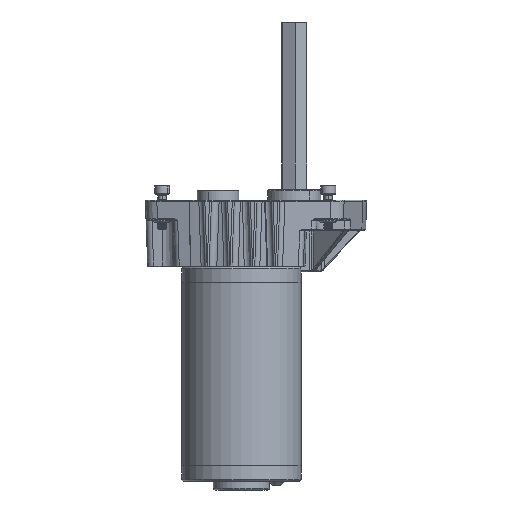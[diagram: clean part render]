
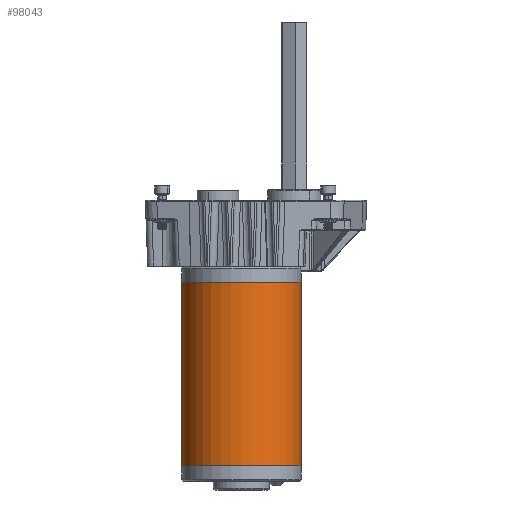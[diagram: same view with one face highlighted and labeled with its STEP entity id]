
A CAD part, left-side view. The second image highlights one B-rep face of the part: STEP entity #98043.
In plain terms, the highlighted cylindrical face has radius 32.004 mm (diameter 64.008 mm), a partial arc.
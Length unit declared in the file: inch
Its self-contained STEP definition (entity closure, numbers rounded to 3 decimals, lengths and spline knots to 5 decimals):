
#3436 = DIRECTION ( 'NONE',  ( 0., 0., -1. ) ) ;
#3464 = AXIS2_PLACEMENT_3D ( 'NONE', #86857, #18816, #72480 ) ;
#4257 = DIRECTION ( 'NONE',  ( -1., 0., 0. ) ) ;
#5170 = EDGE_CURVE ( 'NONE', #40084, #79980, #87045, .T. ) ;
#5440 = ORIENTED_EDGE ( 'NONE', *, *, #72090, .T. ) ;
#9676 = EDGE_CURVE ( 'NONE', #54475, #79980, #87361, .T. ) ;
#17815 = CARTESIAN_POINT ( 'NONE',  ( 1.4, 4.303, -3.438 ) ) ;
#18816 = DIRECTION ( 'NONE',  ( 0., 0., -1. ) ) ;
#24184 = FACE_OUTER_BOUND ( 'NONE', #96149, .T. ) ;
#25331 = CARTESIAN_POINT ( 'NONE',  ( 0.14, 4.303, 0.426 ) ) ;
#27339 = CIRCLE ( 'NONE', #3464, 1.26 ) ;
#31896 = VERTEX_POINT ( 'NONE', #33017 ) ;
#33017 = CARTESIAN_POINT ( 'NONE',  ( 2.66, 4.303, 0.426 ) ) ;
#36923 = VECTOR ( 'NONE', #75708, 39.37008 ) ;
#38412 = CARTESIAN_POINT ( 'NONE',  ( 2.66, 4.303, -3.438 ) ) ;
#40084 = VERTEX_POINT ( 'NONE', #38412 ) ;
#40201 = DIRECTION ( 'NONE',  ( 0., 0., -1. ) ) ;
#47391 = AXIS2_PLACEMENT_3D ( 'NONE', #17815, #40201, #55588 ) ;
#48115 = VECTOR ( 'NONE', #3436, 39.37008 ) ;
#54475 = VERTEX_POINT ( 'NONE', #92303 ) ;
#55588 = DIRECTION ( 'NONE',  ( -1., 0., 0. ) ) ;
#63939 = CARTESIAN_POINT ( 'NONE',  ( 1.4, 4.303, 0.426 ) ) ;
#72090 = EDGE_CURVE ( 'NONE', #31896, #54475, #27339, .T. ) ;
#72480 = DIRECTION ( 'NONE',  ( -1., 0., 0. ) ) ;
#73053 = EDGE_CURVE ( 'NONE', #31896, #40084, #76186, .T. ) ;
#75708 = DIRECTION ( 'NONE',  ( 0., 0., -1. ) ) ;
#76186 = LINE ( 'NONE', #90084, #36923 ) ;
#76216 = AXIS2_PLACEMENT_3D ( 'NONE', #63939, #94150, #4257 ) ;
#79980 = VERTEX_POINT ( 'NONE', #88221 ) ;
#81830 = ORIENTED_EDGE ( 'NONE', *, *, #5170, .F. ) ;
#85732 = CYLINDRICAL_SURFACE ( 'NONE', #76216, 1.26 ) ;
#86857 = CARTESIAN_POINT ( 'NONE',  ( 1.4, 4.303, 0.426 ) ) ;
#87045 = CIRCLE ( 'NONE', #47391, 1.26 ) ;
#87361 = LINE ( 'NONE', #25331, #48115 ) ;
#88221 = CARTESIAN_POINT ( 'NONE',  ( 0.14, 4.303, -3.438 ) ) ;
#89536 = ORIENTED_EDGE ( 'NONE', *, *, #73053, .F. ) ;
#90084 = CARTESIAN_POINT ( 'NONE',  ( 2.66, 4.303, 0.426 ) ) ;
#92303 = CARTESIAN_POINT ( 'NONE',  ( 0.14, 4.303, 0.426 ) ) ;
#94150 = DIRECTION ( 'NONE',  ( 0., 0., -1. ) ) ;
#96149 = EDGE_LOOP ( 'NONE', ( #89536, #5440, #97667, #81830 ) ) ;
#97667 = ORIENTED_EDGE ( 'NONE', *, *, #9676, .T. ) ;
#98043 = ADVANCED_FACE ( 'NONE', ( #24184 ), #85732, .T. ) ;
